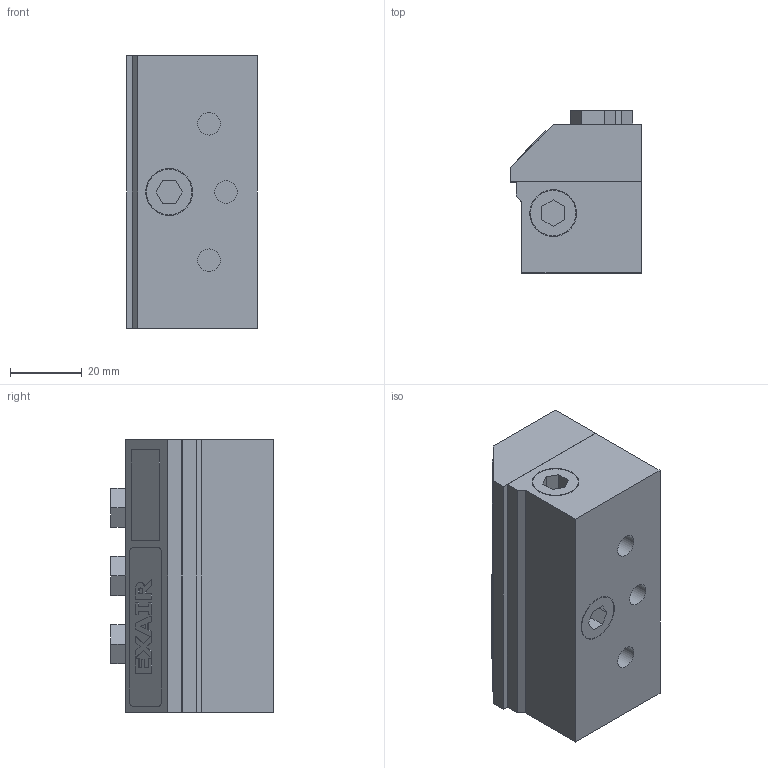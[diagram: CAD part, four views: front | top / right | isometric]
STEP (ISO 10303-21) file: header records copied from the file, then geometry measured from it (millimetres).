
FILE_DESCRIPTION((''),'2;1');
FILE_NAME('110003-PVDF.stp','2009-08-06T14:42:55',('David Woerner'),(''),'Autodesk Inventor 2010','Autodesk Inventor 2010','');
FILE_SCHEMA(('AUTOMOTIVE_DESIGN { 1 0 10303 214 1 1 1 1 }'));
Length unit declared in the file: inch
Products named in the file (8): 110003-PVDF; 900988; 900989; 900990; Parker Countersunk Hex-Head Plug 219P 219P-4; 900248; 9715; 9517
Assembly tree (10 placements, depth 2):
  110003-PVDF
    900988
    900989
    900990
    Parker Countersunk Hex-Head Plug 219P 219P-4  x2
    900248  x3
    9715
    9517
Bounding box: 36.53 x 45.26 x 76.2 mm (x, y, z)
Volume: 95938.3 mm3; surface area: 33370.5 mm2
Topology: 10 solids, 10 shells, 216 faces, 553 edges, 367 vertices
Faces by surface type: plane 160, bspline 25, cylinder 18, cone 13
Full cylindrical faces by diameter (mm): 6.477 x3, 7.144 x3
Entity records: 6069 total; most frequent: CARTESIAN_POINT 1403, ORIENTED_EDGE 918, DIRECTION 854, EDGE_CURVE 459, VECTOR 358, LINE 358, VERTEX_POINT 313, AXIS2_PLACEMENT_3D 248
